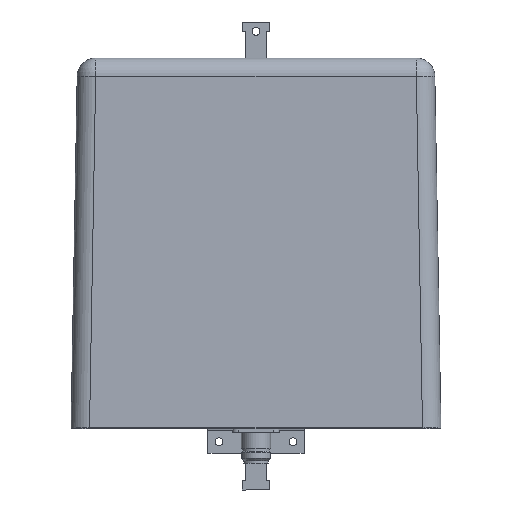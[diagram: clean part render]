
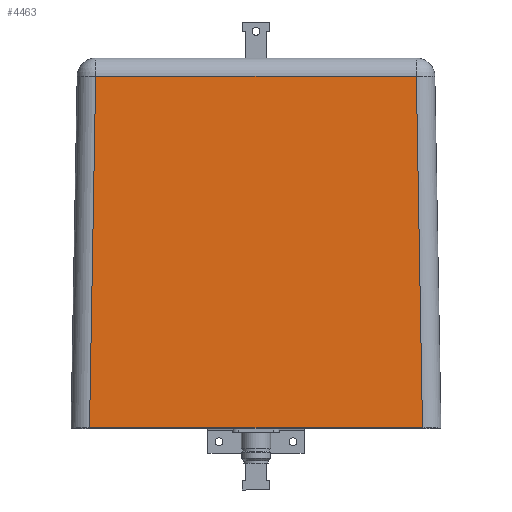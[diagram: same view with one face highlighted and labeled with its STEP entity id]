
A CAD part, top view. The second image highlights one B-rep face of the part: STEP entity #4463.
In plain terms, the highlighted planar face has unit normal (0, 0.018, 1).
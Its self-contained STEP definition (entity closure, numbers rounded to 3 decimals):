
#51 = CARTESIAN_POINT ( 'NONE',  ( -96.509, 106.5, 34.38 ) ) ;
#55 = LINE ( 'NONE', #51, #1060 ) ;
#88 = EDGE_CURVE ( 'NONE', #2474, #4184, #2039, .T. ) ;
#484 = VERTEX_POINT ( 'NONE', #903 ) ;
#780 = DIRECTION ( 'NONE',  ( -1., 0., 0. ) ) ;
#903 = CARTESIAN_POINT ( 'NONE',  ( 90.002, -83.675, 37.7 ) ) ;
#912 = VECTOR ( 'NONE', #4643, 1000. ) ;
#967 = PLANE ( 'NONE',  #2168 ) ;
#1000 = ORIENTED_EDGE ( 'NONE', *, *, #88, .T. ) ;
#1060 = VECTOR ( 'NONE', #2991, 1000. ) ;
#1188 = DIRECTION ( 'NONE',  ( -0.017, 1., -0.017 ) ) ;
#1225 = FACE_OUTER_BOUND ( 'NONE', #4840, .T. ) ;
#1232 = VECTOR ( 'NONE', #780, 1000. ) ;
#1241 = VECTOR ( 'NONE', #1188, 1000. ) ;
#1348 = EDGE_CURVE ( 'NONE', #4170, #2474, #55, .T. ) ;
#1400 = CARTESIAN_POINT ( 'NONE',  ( 100., -83.675, 37.7 ) ) ;
#1451 = ORIENTED_EDGE ( 'NONE', *, *, #2378, .T. ) ;
#1823 = DIRECTION ( 'NONE',  ( 0., -1., 0.017 ) ) ;
#1986 = EDGE_CURVE ( 'NONE', #484, #4184, #3901, .T. ) ;
#2039 = LINE ( 'NONE', #2933, #912 ) ;
#2168 = AXIS2_PLACEMENT_3D ( 'NONE', #1400, #4350, #1823 ) ;
#2276 = LINE ( 'NONE', #3255, #1241 ) ;
#2378 = EDGE_CURVE ( 'NONE', #484, #4170, #2276, .T. ) ;
#2474 = VERTEX_POINT ( 'NONE', #3208 ) ;
#2933 = CARTESIAN_POINT ( 'NONE',  ( -89.944, -80.36, 37.642 ) ) ;
#2991 = DIRECTION ( 'NONE',  ( -1., 0., 0. ) ) ;
#3208 = CARTESIAN_POINT ( 'NONE',  ( -86.682, 106.5, 34.38 ) ) ;
#3255 = CARTESIAN_POINT ( 'NONE',  ( 90.005, -83.849, 37.703 ) ) ;
#3353 = CARTESIAN_POINT ( 'NONE',  ( -90.002, -83.675, 37.7 ) ) ;
#3763 = CARTESIAN_POINT ( 'NONE',  ( 86.682, 106.5, 34.38 ) ) ;
#3901 = LINE ( 'NONE', #4581, #1232 ) ;
#4170 = VERTEX_POINT ( 'NONE', #3763 ) ;
#4184 = VERTEX_POINT ( 'NONE', #3353 ) ;
#4350 = DIRECTION ( 'NONE',  ( 0., 0.017, 1. ) ) ;
#4463 = ADVANCED_FACE ( 'NONE', ( #1225 ), #967, .T. ) ;
#4581 = CARTESIAN_POINT ( 'NONE',  ( 100., -83.675, 37.7 ) ) ;
#4643 = DIRECTION ( 'NONE',  ( -0.017, -1., 0.017 ) ) ;
#4840 = EDGE_LOOP ( 'NONE', ( #5397, #1000, #5319, #1451 ) ) ;
#5319 = ORIENTED_EDGE ( 'NONE', *, *, #1986, .F. ) ;
#5397 = ORIENTED_EDGE ( 'NONE', *, *, #1348, .T. ) ;
